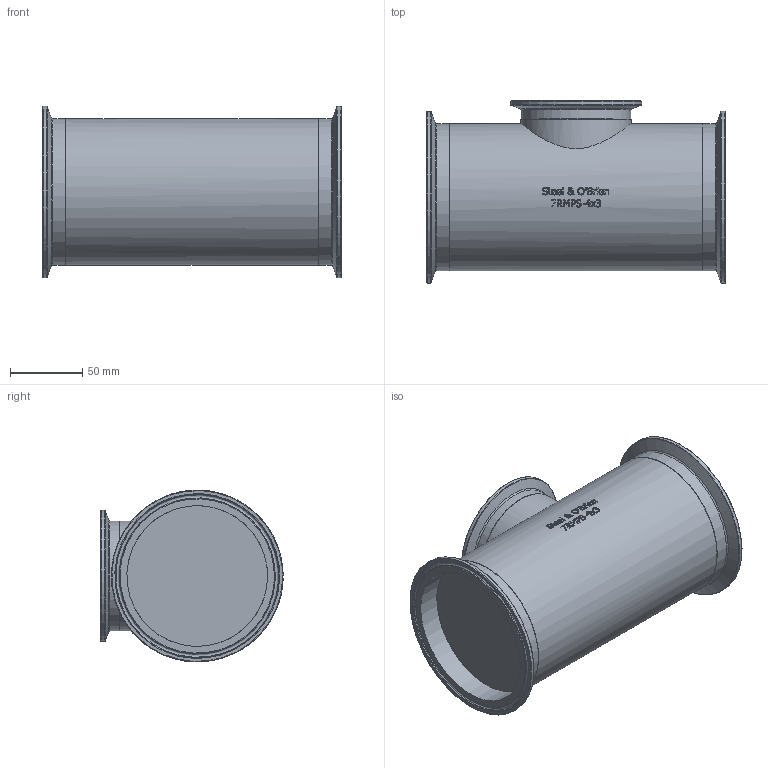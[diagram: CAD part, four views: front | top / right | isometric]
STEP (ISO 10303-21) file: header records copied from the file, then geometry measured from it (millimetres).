
FILE_DESCRIPTION(/* description */ (''),/* implementation_level */ '2;1');
FILE_NAME(/* name */ '7RMPS-4X3.ipt.stp',/* time_stamp */ '2019-06-17T14:42:27-04:00',/* author */ ('R. Canell'),/* organization */ (''),/* preprocessor_version */ 'ST-DEVELOPER v15.2',/* originating_system */ 'Autodesk Inventor 2014',/* authorisation */ '');
FILE_SCHEMA (('AUTOMOTIVE_DESIGN { 1 0 10303 214 3 1 1 }'));
Length unit declared in the file: inch
Products named in the file (1): 7RMPS-4X3
Bounding box: 206.38 x 126.11 x 118.87 mm (x, y, z)
Volume: 166280.7 mm3; surface area: 148509.5 mm2
Topology: 1 solids, 1 shells, 422 faces, 1099 edges, 722 vertices
Faces by surface type: plane 173, bspline 169, cylinder 47, torus 24, cone 9
Full cylindrical faces by diameter (mm): 72.898 x2, 76.2 x2, 90.907 x1, 97.384 x3, 101.6 x3, 118.923 x2
Entity records: 15809 total; most frequent: CARTESIAN_POINT 6551, ORIENTED_EDGE 2098, DIRECTION 1444, EDGE_CURVE 1049, VERTEX_POINT 719, EDGE_LOOP 516, LINE 482, VECTOR 482
